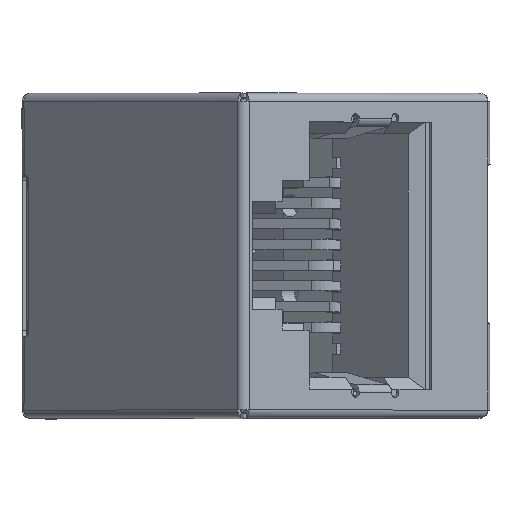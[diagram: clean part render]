
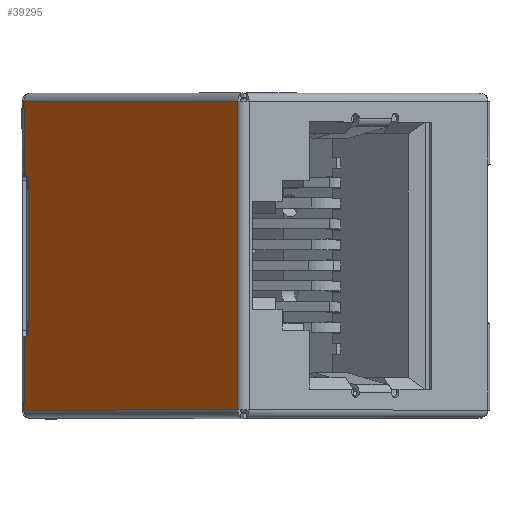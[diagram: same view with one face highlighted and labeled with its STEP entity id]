
A CAD part, top view. The second image highlights one B-rep face of the part: STEP entity #39295.
In plain terms, the highlighted face is planar.
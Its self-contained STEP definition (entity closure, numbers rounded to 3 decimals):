
#742=CIRCLE('',#40852,0.3);
#744=CIRCLE('',#40855,0.3);
#5540=ORIENTED_EDGE('',*,*,#11532,.F.);
#5541=ORIENTED_EDGE('',*,*,#11528,.F.);
#5542=ORIENTED_EDGE('',*,*,#11530,.F.);
#5543=ORIENTED_EDGE('',*,*,#11539,.T.);
#5544=ORIENTED_EDGE('',*,*,#12224,.T.);
#5545=ORIENTED_EDGE('',*,*,#11554,.T.);
#5546=ORIENTED_EDGE('',*,*,#12150,.T.);
#5547=ORIENTED_EDGE('',*,*,#12019,.T.);
#5548=ORIENTED_EDGE('',*,*,#12147,.T.);
#5549=ORIENTED_EDGE('',*,*,#11746,.T.);
#5550=ORIENTED_EDGE('',*,*,#12225,.T.);
#5551=ORIENTED_EDGE('',*,*,#11559,.F.);
#5552=ORIENTED_EDGE('',*,*,#11551,.T.);
#5553=ORIENTED_EDGE('',*,*,#12226,.T.);
#11528=EDGE_CURVE('',#15246,#15247,#18160,.T.);
#11530=EDGE_CURVE('',#15237,#15246,#742,.T.);
#11532=EDGE_CURVE('',#15247,#15241,#744,.T.);
#11539=EDGE_CURVE('',#15237,#15251,#18165,.T.);
#11551=EDGE_CURVE('',#15257,#15254,#18175,.T.);
#11554=EDGE_CURVE('',#15260,#15258,#18178,.T.);
#11559=EDGE_CURVE('',#15257,#15263,#18183,.T.);
#11746=EDGE_CURVE('',#15365,#15373,#18316,.T.);
#12019=EDGE_CURVE('',#15530,#15525,#18517,.T.);
#12147=EDGE_CURVE('',#15525,#15365,#18607,.T.);
#12150=EDGE_CURVE('',#15258,#15530,#18609,.T.);
#12224=EDGE_CURVE('',#15251,#15260,#18679,.T.);
#12225=EDGE_CURVE('',#15373,#15263,#18680,.T.);
#12226=EDGE_CURVE('',#15254,#15241,#18681,.T.);
#15237=VERTEX_POINT('',#54109);
#15241=VERTEX_POINT('',#54135);
#15246=VERTEX_POINT('',#54167);
#15247=VERTEX_POINT('',#54169);
#15251=VERTEX_POINT('',#54187);
#15254=VERTEX_POINT('',#54202);
#15257=VERTEX_POINT('',#54210);
#15258=VERTEX_POINT('',#54214);
#15260=VERTEX_POINT('',#54217);
#15263=VERTEX_POINT('',#54224);
#15365=VERTEX_POINT('',#54575);
#15373=VERTEX_POINT('',#54601);
#15525=VERTEX_POINT('',#55171);
#15530=VERTEX_POINT('',#55187);
#18160=LINE('',#54168,#21643);
#18165=LINE('',#54188,#21648);
#18175=LINE('',#54209,#21658);
#18178=LINE('',#54216,#21661);
#18183=LINE('',#54226,#21666);
#18316=LINE('',#54602,#21799);
#18517=LINE('',#55194,#22000);
#18607=LINE('',#55579,#22090);
#18609=LINE('',#55583,#22092);
#18679=LINE('',#55720,#22162);
#18680=LINE('',#55721,#22163);
#18681=LINE('',#55722,#22164);
#21643=VECTOR('',#45520,1000.);
#21648=VECTOR('',#45545,1000.);
#21658=VECTOR('',#45567,1000.);
#21661=VECTOR('',#45572,1000.);
#21666=VECTOR('',#45579,1000.);
#21799=VECTOR('',#45962,1000.);
#22000=VECTOR('',#46501,1000.);
#22090=VECTOR('',#46719,1000.);
#22092=VECTOR('',#46725,1000.);
#22162=VECTOR('',#46877,1000.);
#22163=VECTOR('',#46878,1000.);
#22164=VECTOR('',#46879,1000.);
#24257=EDGE_LOOP('',(#5540,#5541,#5542,#5543,#5544,#5545,#5546,#5547,#5548,
#5549,#5550,#5551,#5552,#5553));
#25866=FACE_BOUND('',#24257,.T.);
#27234=PLANE('',#41269);
#39295=ADVANCED_FACE('',(#25866),#27234,.T.);
#40852=AXIS2_PLACEMENT_3D('',#54172,#45524,#45525);
#40855=AXIS2_PLACEMENT_3D('',#54175,#45530,#45531);
#41269=AXIS2_PLACEMENT_3D('',#55719,#46875,#46876);
#45520=DIRECTION('',(1.,0.,0.));
#45524=DIRECTION('',(0.,0.,1.));
#45525=DIRECTION('',(0.,-1.,0.));
#45530=DIRECTION('',(0.,0.,1.));
#45531=DIRECTION('',(0.,-1.,0.));
#45545=DIRECTION('',(-1.,0.,0.));
#45567=DIRECTION('',(-1.,0.,0.));
#45572=DIRECTION('',(0.,1.,0.));
#45579=DIRECTION('',(0.,1.,0.));
#45962=DIRECTION('',(0.,1.,0.));
#46501=DIRECTION('',(0.,-1.,0.));
#46719=DIRECTION('',(1.,0.,0.));
#46725=DIRECTION('',(-1.,0.,0.));
#46875=DIRECTION('',(0.,0.,1.));
#46876=DIRECTION('',(0.,-1.,0.));
#46877=DIRECTION('',(-1.,0.,0.));
#46878=DIRECTION('',(-1.,0.,0.));
#46879=DIRECTION('',(-1.,0.,0.));
#54109=CARTESIAN_POINT('',(-3.999,7.763,8.35));
#54135=CARTESIAN_POINT('',(3.999,7.763,8.35));
#54167=CARTESIAN_POINT('',(-3.7,7.434,8.35));
#54168=CARTESIAN_POINT('',(0.,7.434,8.35));
#54169=CARTESIAN_POINT('',(3.7,7.434,8.35));
#54172=CARTESIAN_POINT('',(-3.7,7.734,8.35));
#54175=CARTESIAN_POINT('',(3.7,7.734,8.35));
#54187=CARTESIAN_POINT('',(-7.245,7.763,8.35));
#54188=CARTESIAN_POINT('',(7.245,7.763,8.35));
#54202=CARTESIAN_POINT('',(7.245,7.763,8.35));
#54209=CARTESIAN_POINT('',(7.247,7.763,8.35));
#54210=CARTESIAN_POINT('',(7.247,7.763,8.35));
#54214=CARTESIAN_POINT('',(-7.247,7.795,8.35));
#54216=CARTESIAN_POINT('',(-7.247,7.763,8.35));
#54217=CARTESIAN_POINT('',(-7.247,7.763,8.35));
#54224=CARTESIAN_POINT('',(7.247,7.795,8.35));
#54226=CARTESIAN_POINT('',(7.247,7.763,8.35));
#54575=CARTESIAN_POINT('',(7.6,-7.805,8.35));
#54601=CARTESIAN_POINT('',(7.6,7.795,8.35));
#54602=CARTESIAN_POINT('',(7.6,-8.014,8.35));
#55171=CARTESIAN_POINT('',(-7.6,-7.805,8.35));
#55187=CARTESIAN_POINT('',(-7.6,7.795,8.35));
#55194=CARTESIAN_POINT('',(-7.6,-8.014,8.35));
#55579=CARTESIAN_POINT('',(-7.6,-7.805,8.35));
#55583=CARTESIAN_POINT('',(7.6,7.795,8.35));
#55719=CARTESIAN_POINT('',(0.,0.,8.35));
#55720=CARTESIAN_POINT('',(7.247,7.763,8.35));
#55721=CARTESIAN_POINT('',(7.6,7.795,8.35));
#55722=CARTESIAN_POINT('',(7.245,7.763,8.35));
